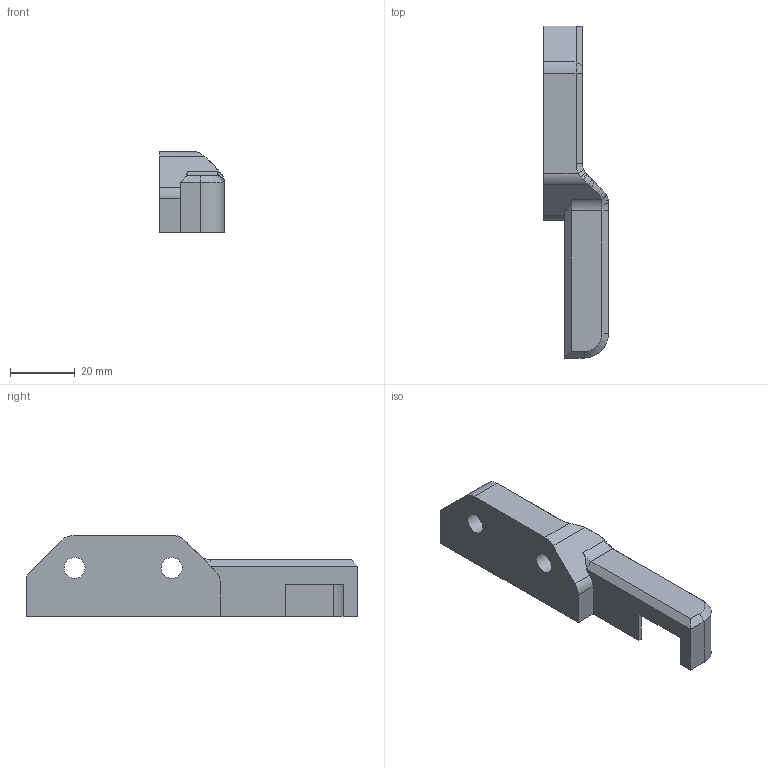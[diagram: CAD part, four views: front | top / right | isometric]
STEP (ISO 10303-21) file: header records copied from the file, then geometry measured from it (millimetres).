
FILE_DESCRIPTION(/* description */ (''),/* implementation_level */ '2;1');
FILE_NAME(/* name */ 'Z-Axis Motor Cable Cover.step',/* time_stamp */ '2019-07-31T13:23:36+01:00',/* author */ (''),/* organization */ (''),/* preprocessor_version */ 'ST-DEVELOPER v18',/* originating_system */ 'Autodesk Translation Framework v8.2.0.1029',/* authorisation */ '');
FILE_SCHEMA (('AUTOMOTIVE_DESIGN { 1 0 10303 214 3 1 1 }'));
Length unit declared in the file: millimetre
Products named in the file (2): Z-Axis Motor Cable Cover; Motor Cable Cover
Assembly tree (1 placements, depth 2):
  Z-Axis Motor Cable Cover
    Motor Cable Cover
Bounding box: 20 x 102.5 x 25 mm (x, y, z)
Volume: 10264.4 mm3; surface area: 10612.1 mm2
Topology: 1 solids, 1 shells, 116 faces, 297 edges, 184 vertices
Faces by surface type: plane 62, bspline 20, cylinder 20, cone 14
Full cylindrical faces by diameter (mm): 6.5 x2, 11 x2
Entity records: 3849 total; most frequent: CARTESIAN_POINT 1105, ORIENTED_EDGE 594, DIRECTION 497, EDGE_CURVE 297, LINE 195, VECTOR 195, VERTEX_POINT 184, AXIS2_PLACEMENT_3D 151
